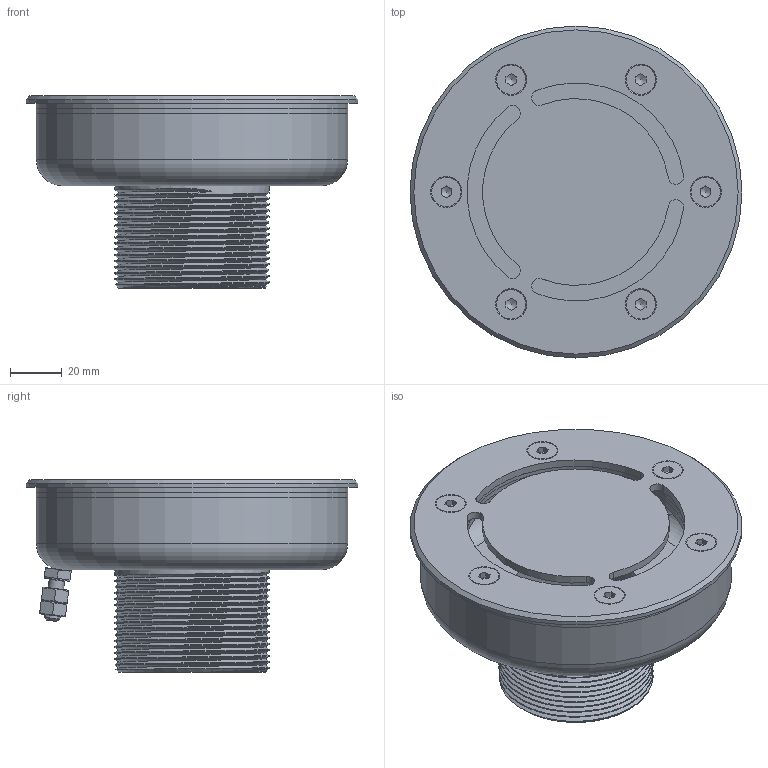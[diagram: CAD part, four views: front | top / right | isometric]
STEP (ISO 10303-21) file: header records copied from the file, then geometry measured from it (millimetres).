
FILE_DESCRIPTION(('STEP AP214'), '1');
FILE_NAME('Ð07-02 Ôîðñóíêà äîííàÿ ô120 (íàðóæ 2'') ïëåíêà', '2025-10-10T11:03:12', ('Runwill'), (''), 'C3D Converter', 'C3D Toolkit', '');
FILE_SCHEMA(('AUTOMOTIVE_DESIGN { 1 0 10303 214 3 1 1}'));
Length unit declared in the file: millimetre
Assembly tree (20 placements, depth 4):
  (unnamed)
    (unnamed)
      (unnamed)  x6
      (unnamed)
        (unnamed)
        (unnamed)  x2
    (unnamed)
    (unnamed)  x2
    (unnamed)  x6
Bounding box: 128 x 128 x 74.3 mm (x, y, z)
Volume: 115986.4 mm3; surface area: 120304.8 mm2
Topology: 19 solids, 19 shells, 270 faces, 627 edges, 399 vertices
Faces by surface type: plane 128, cylinder 84, cone 41, torus 15, bspline 2
Full cylindrical faces by diameter (mm): 4.917 x8, 6 x7, 7 x18, 8 x6, 10 x1, 11.34 x6, 53 x1, 85 x3, 117.6 x1, 120 x3, 128 x1
Entity records: 12077 total; most frequent: CARTESIAN_POINT 8302, DIRECTION 636, ORIENTED_EDGE 546, AXIS2_PLACEMENT_3D 278, EDGE_CURVE 273, EDGE_LOOP 241, VERTEX_POINT 204, FACE_BOUND 149
